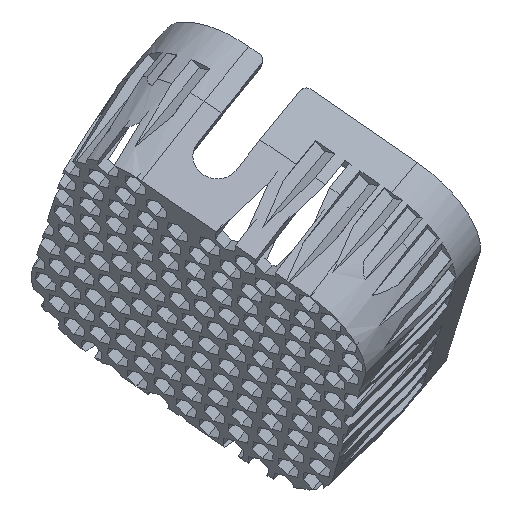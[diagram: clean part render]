
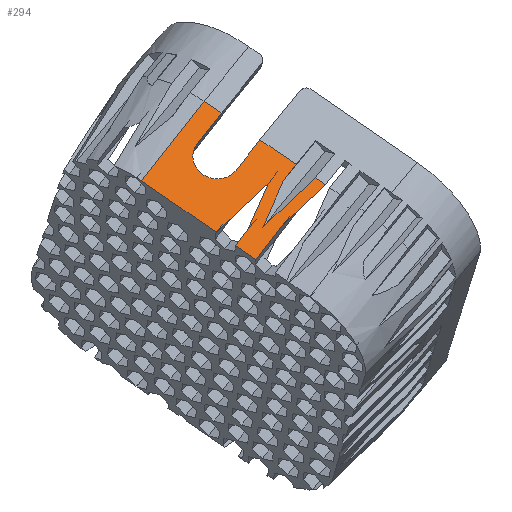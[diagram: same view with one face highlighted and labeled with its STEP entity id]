
A CAD part, left-side view. The second image highlights one B-rep face of the part: STEP entity #294.
In plain terms, the highlighted planar face has unit normal (-0.917, -0.086, 0.389).
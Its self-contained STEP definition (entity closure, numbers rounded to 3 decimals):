
#294=ADVANCED_FACE('',(#1365),#19509,.T.);
#1365=FACE_OUTER_BOUND('',#2439,.T.);
#2439=EDGE_LOOP('',(#4199,#4200,#4201,#4202,#4203,#4204,#4205,#4206,#4207,
#4208,#4209,#4210,#4211,#4212,#4213,#4214,#4215));
#4199=ORIENTED_EDGE('',*,*,#10862,.T.);
#4200=ORIENTED_EDGE('',*,*,#10934,.T.);
#4201=ORIENTED_EDGE('',*,*,#10935,.T.);
#4202=ORIENTED_EDGE('',*,*,#10936,.T.);
#4203=ORIENTED_EDGE('',*,*,#10849,.T.);
#4204=ORIENTED_EDGE('',*,*,#10937,.T.);
#4205=ORIENTED_EDGE('',*,*,#10938,.T.);
#4206=ORIENTED_EDGE('',*,*,#10939,.T.);
#4207=ORIENTED_EDGE('',*,*,#10940,.T.);
#4208=ORIENTED_EDGE('',*,*,#10626,.F.);
#4209=ORIENTED_EDGE('',*,*,#10941,.F.);
#4210=ORIENTED_EDGE('',*,*,#10942,.T.);
#4211=ORIENTED_EDGE('',*,*,#10943,.T.);
#4212=ORIENTED_EDGE('',*,*,#10944,.T.);
#4213=ORIENTED_EDGE('',*,*,#10945,.F.);
#4214=ORIENTED_EDGE('',*,*,#10946,.T.);
#4215=ORIENTED_EDGE('',*,*,#10947,.T.);
#10626=EDGE_CURVE('',#17383,#17384,#14109,.T.);
#10849=EDGE_CURVE('',#17594,#17596,#14306,.T.);
#10862=EDGE_CURVE('',#17606,#17607,#14318,.T.);
#10934=EDGE_CURVE('',#17607,#17668,#14373,.T.);
#10935=EDGE_CURVE('',#17668,#17669,#14374,.T.);
#10936=EDGE_CURVE('',#17669,#17594,#14375,.T.);
#10937=EDGE_CURVE('',#17596,#17670,#14376,.T.);
#10938=EDGE_CURVE('',#17670,#17671,#14377,.T.);
#10939=EDGE_CURVE('',#17671,#17672,#14378,.T.);
#10940=EDGE_CURVE('',#17672,#17384,#14379,.T.);
#10941=EDGE_CURVE('',#17673,#17383,#14380,.T.);
#10942=EDGE_CURVE('',#17673,#17674,#14381,.T.);
#10943=EDGE_CURVE('',#17674,#17675,#14382,.T.);
#10944=EDGE_CURVE('',#17675,#17676,#14383,.T.);
#10945=EDGE_CURVE('',#17677,#17676,#14384,.T.);
#10946=EDGE_CURVE('',#17677,#17678,#14385,.T.);
#10947=EDGE_CURVE('',#17678,#17606,#14386,.T.);
#14109=B_SPLINE_CURVE_WITH_KNOTS('',1,(#26775,#26776),.UNSPECIFIED.,.F.,
 .F.,(2,2),(0.,6.837),.UNSPECIFIED.);
#14306=B_SPLINE_CURVE_WITH_KNOTS('',1,(#27353,#27354),.UNSPECIFIED.,.F.,
 .F.,(2,2),(0.,2.786),.UNSPECIFIED.);
#14318=B_SPLINE_CURVE_WITH_KNOTS('',1,(#27380,#27381),.UNSPECIFIED.,.F.,
 .F.,(2,2),(0.,0.787),.UNSPECIFIED.);
#14373=B_SPLINE_CURVE_WITH_KNOTS('',1,(#27617,#27618),.UNSPECIFIED.,.F.,
 .F.,(2,2),(0.,4.817),.UNSPECIFIED.);
#14374=B_SPLINE_CURVE_WITH_KNOTS('',1,(#27619,#27620),.UNSPECIFIED.,.F.,
 .F.,(2,2),(0.,3.461),.UNSPECIFIED.);
#14375=B_SPLINE_CURVE_WITH_KNOTS('',1,(#27621,#27622),.UNSPECIFIED.,.F.,
 .F.,(2,2),(0.,1.399),.UNSPECIFIED.);
#14376=B_SPLINE_CURVE_WITH_KNOTS('',1,(#27623,#27624),.UNSPECIFIED.,.F.,
 .F.,(2,2),(0.,2.619),.UNSPECIFIED.);
#14377=B_SPLINE_CURVE_WITH_KNOTS('',5,(#27625,#27626,#27627,#27628,#27629,
#27630,#27631,#27632,#27633),.UNSPECIFIED.,.F.,.F.,(6,3,6),(1.571,
3.142,4.712),.UNSPECIFIED.);
#14378=B_SPLINE_CURVE_WITH_KNOTS('',1,(#27634,#27635),.UNSPECIFIED.,.F.,
 .F.,(2,2),(0.,2.619),.UNSPECIFIED.);
#14379=B_SPLINE_CURVE_WITH_KNOTS('',1,(#27636,#27637),.UNSPECIFIED.,.F.,
 .F.,(2,2),(0.,1.327),.UNSPECIFIED.);
#14380=B_SPLINE_CURVE_WITH_KNOTS('',1,(#27638,#27639),.UNSPECIFIED.,.F.,
 .F.,(2,2),(0.,5.778),.UNSPECIFIED.);
#14381=B_SPLINE_CURVE_WITH_KNOTS('',1,(#27640,#27641),.UNSPECIFIED.,.F.,
 .F.,(2,2),(0.,4.787),.UNSPECIFIED.);
#14382=B_SPLINE_CURVE_WITH_KNOTS('',1,(#27642,#27643),.UNSPECIFIED.,.F.,
 .F.,(2,2),(0.,3.461),.UNSPECIFIED.);
#14383=B_SPLINE_CURVE_WITH_KNOTS('',1,(#27644,#27645),.UNSPECIFIED.,.F.,
 .F.,(2,2),(0.,1.369),.UNSPECIFIED.);
#14384=B_SPLINE_CURVE_WITH_KNOTS('',1,(#27646,#27647),.UNSPECIFIED.,.F.,
 .F.,(2,2),(0.,1.581),.UNSPECIFIED.);
#14385=B_SPLINE_CURVE_WITH_KNOTS('',1,(#27648,#27649),.UNSPECIFIED.,.F.,
 .F.,(2,2),(0.,2.83),.UNSPECIFIED.);
#14386=B_SPLINE_CURVE_WITH_KNOTS('',1,(#27650,#27651),.UNSPECIFIED.,.F.,
 .F.,(2,2),(0.,4.049),.UNSPECIFIED.);
#17383=VERTEX_POINT('',#24261);
#17384=VERTEX_POINT('',#24262);
#17594=VERTEX_POINT('',#24472);
#17596=VERTEX_POINT('',#24474);
#17606=VERTEX_POINT('',#24484);
#17607=VERTEX_POINT('',#24485);
#17668=VERTEX_POINT('',#24546);
#17669=VERTEX_POINT('',#24547);
#17670=VERTEX_POINT('',#24548);
#17671=VERTEX_POINT('',#24549);
#17672=VERTEX_POINT('',#24550);
#17673=VERTEX_POINT('',#24551);
#17674=VERTEX_POINT('',#24552);
#17675=VERTEX_POINT('',#24553);
#17676=VERTEX_POINT('',#24554);
#17677=VERTEX_POINT('',#24555);
#17678=VERTEX_POINT('',#24556);
#19509=PLANE('',#20668);
#20668=AXIS2_PLACEMENT_3D('',#22828,#21700,$);
#21700=DIRECTION('',(-0.917,-0.086,0.389));
#22828=CARTESIAN_POINT('',(-64.628,-5.747,-90.405));
#24261=CARTESIAN_POINT('',(-66.968,-6.326,-96.059));
#24262=CARTESIAN_POINT('',(-64.477,-10.257,-91.05));
#24472=CARTESIAN_POINT('',(-65.617,-16.044,-95.025));
#24474=CARTESIAN_POINT('',(-65.171,-13.778,-93.468));
#24484=CARTESIAN_POINT('',(-65.982,-17.899,-96.299));
#24485=CARTESIAN_POINT('',(-65.856,-17.259,-95.859));
#24546=CARTESIAN_POINT('',(-67.483,-13.959,-98.969));
#24547=CARTESIAN_POINT('',(-66.129,-15.253,-96.058));
#24548=CARTESIAN_POINT('',(-66.125,-12.272,-95.386));
#24549=CARTESIAN_POINT('',(-65.644,-9.831,-93.71));
#24550=CARTESIAN_POINT('',(-64.69,-11.337,-91.791));
#24551=CARTESIAN_POINT('',(-67.894,-11.027,-99.288));
#24552=CARTESIAN_POINT('',(-66.277,-14.306,-96.197));
#24553=CARTESIAN_POINT('',(-67.631,-13.012,-99.108));
#24554=CARTESIAN_POINT('',(-68.133,-12.238,-100.119));
#24555=CARTESIAN_POINT('',(-68.386,-13.524,-101.003));
#24556=CARTESIAN_POINT('',(-67.35,-15.126,-98.913));
#26775=CARTESIAN_POINT('',(-66.968,-6.326,-96.059));
#26776=CARTESIAN_POINT('',(-64.477,-10.257,-91.05));
#27353=CARTESIAN_POINT('',(-65.617,-16.044,-95.025));
#27354=CARTESIAN_POINT('',(-65.171,-13.778,-93.468));
#27380=CARTESIAN_POINT('',(-65.982,-17.899,-96.299));
#27381=CARTESIAN_POINT('',(-65.856,-17.259,-95.859));
#27617=CARTESIAN_POINT('',(-65.856,-17.259,-95.859));
#27618=CARTESIAN_POINT('',(-67.483,-13.959,-98.969));
#27619=CARTESIAN_POINT('',(-67.483,-13.959,-98.969));
#27620=CARTESIAN_POINT('',(-66.129,-15.253,-96.058));
#27621=CARTESIAN_POINT('',(-66.129,-15.253,-96.058));
#27622=CARTESIAN_POINT('',(-65.617,-16.044,-95.025));
#27623=CARTESIAN_POINT('',(-65.171,-13.778,-93.468));
#27624=CARTESIAN_POINT('',(-66.125,-12.272,-95.386));
#27625=CARTESIAN_POINT('',(-66.125,-12.272,-95.386));
#27626=CARTESIAN_POINT('',(-66.297,-11.999,-95.733));
#27627=CARTESIAN_POINT('',(-66.441,-11.577,-95.978));
#27628=CARTESIAN_POINT('',(-66.517,-11.058,-96.044));
#27629=CARTESIAN_POINT('',(-66.501,-10.078,-95.789));
#27630=CARTESIAN_POINT('',(-66.215,-9.524,-94.99));
#27631=CARTESIAN_POINT('',(-66.019,-9.436,-94.507));
#27632=CARTESIAN_POINT('',(-65.817,-9.559,-94.057));
#27633=CARTESIAN_POINT('',(-65.644,-9.831,-93.71));
#27634=CARTESIAN_POINT('',(-65.644,-9.831,-93.71));
#27635=CARTESIAN_POINT('',(-64.69,-11.337,-91.791));
#27636=CARTESIAN_POINT('',(-64.69,-11.337,-91.791));
#27637=CARTESIAN_POINT('',(-64.477,-10.257,-91.05));
#27638=CARTESIAN_POINT('',(-67.894,-11.027,-99.288));
#27639=CARTESIAN_POINT('',(-66.968,-6.326,-96.059));
#27640=CARTESIAN_POINT('',(-67.894,-11.027,-99.288));
#27641=CARTESIAN_POINT('',(-66.277,-14.306,-96.197));
#27642=CARTESIAN_POINT('',(-66.277,-14.306,-96.197));
#27643=CARTESIAN_POINT('',(-67.631,-13.012,-99.108));
#27644=CARTESIAN_POINT('',(-67.631,-13.012,-99.108));
#27645=CARTESIAN_POINT('',(-68.133,-12.238,-100.119));
#27646=CARTESIAN_POINT('',(-68.386,-13.524,-101.003));
#27647=CARTESIAN_POINT('',(-68.133,-12.238,-100.119));
#27648=CARTESIAN_POINT('',(-68.386,-13.524,-101.003));
#27649=CARTESIAN_POINT('',(-67.35,-15.126,-98.913));
#27650=CARTESIAN_POINT('',(-67.35,-15.126,-98.913));
#27651=CARTESIAN_POINT('',(-65.982,-17.899,-96.299));
